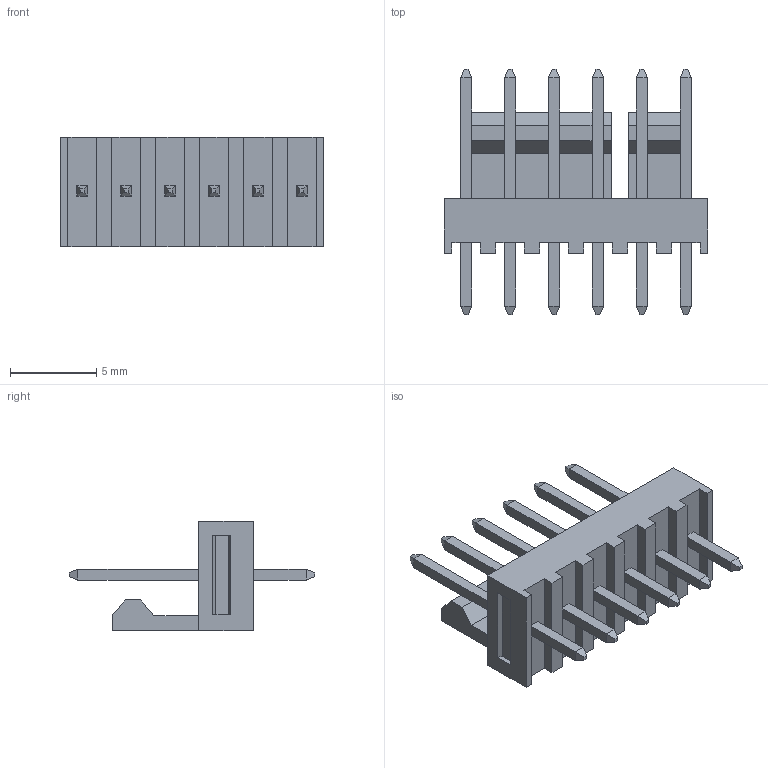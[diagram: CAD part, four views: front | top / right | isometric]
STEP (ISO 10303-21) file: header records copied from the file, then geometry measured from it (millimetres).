
FILE_DESCRIPTION(('STEP AP242'),'1');
FILE_NAME('22-23-2061.stp','2020-07-18T08:26:56',('TraceParts'),('TraceParts S.A.'),'Spatial InterOp 3D',' ',' ');
FILE_SCHEMA(('AP242_MANAGED_MODEL_BASED_3D_ENGINEERING_MIM_LF {1 0 10303 442 1 1 4}'));
Length unit declared in the file: millimetre
Products named in the file (1): 22-23-2061_1
Bounding box: 15.24 x 14.22 x 6.35 mm (x, y, z)
Volume: 361.6 mm3; surface area: 690.4 mm2
Topology: 1 solids, 1 shells, 162 faces, 402 edges, 268 vertices
Faces by surface type: plane 162
Entity records: 4668 total; most frequent: CARTESIAN_POINT 810, ORIENTED_EDGE 780, DIRECTION 742, EDGE_CURVE 390, LINE 390, VECTOR 390, VERTEX_POINT 244, AXIS2_PLACEMENT_3D 176
